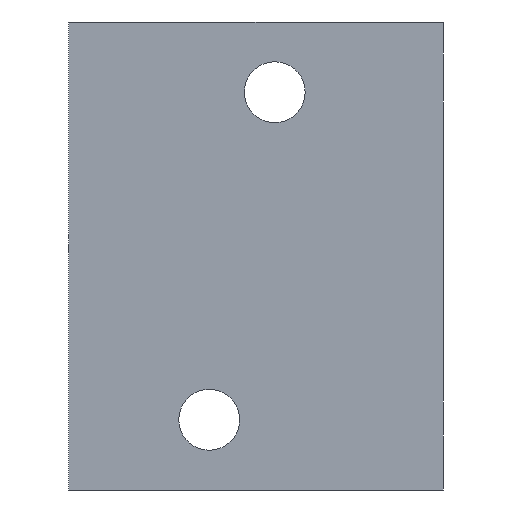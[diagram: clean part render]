
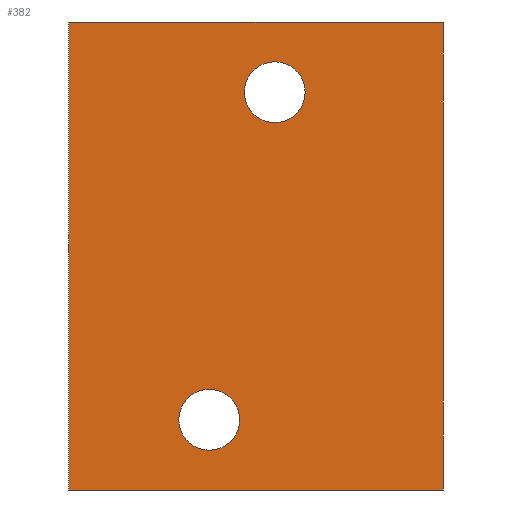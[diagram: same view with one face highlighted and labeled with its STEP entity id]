
A CAD part, left-side view. The second image highlights one B-rep face of the part: STEP entity #382.
In plain terms, the highlighted planar face has unit normal (-1, 0, 0).
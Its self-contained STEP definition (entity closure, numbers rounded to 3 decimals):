
#19=FACE_BOUND('',#91,.T.);
#20=FACE_BOUND('',#92,.T.);
#35=CIRCLE('',#427,3.25);
#38=CIRCLE('',#431,3.25);
#67=FACE_OUTER_BOUND('',#90,.T.);
#90=EDGE_LOOP('',(#341,#342,#343,#344));
#91=EDGE_LOOP('',(#345));
#92=EDGE_LOOP('',(#346));
#112=LINE('',#632,#145);
#120=LINE('',#659,#153);
#124=LINE('',#672,#157);
#126=LINE('',#675,#159);
#145=VECTOR('',#499,10.);
#153=VECTOR('',#527,10.);
#157=VECTOR('',#543,10.);
#159=VECTOR('',#547,10.);
#182=VERTEX_POINT('',#629);
#183=VERTEX_POINT('',#631);
#187=VERTEX_POINT('',#643);
#190=VERTEX_POINT('',#651);
#192=VERTEX_POINT('',#657);
#195=VERTEX_POINT('',#671);
#226=EDGE_CURVE('',#183,#182,#112,.T.);
#233=EDGE_CURVE('',#187,#187,#35,.T.);
#237=EDGE_CURVE('',#190,#190,#38,.T.);
#240=EDGE_CURVE('',#192,#182,#120,.T.);
#246=EDGE_CURVE('',#195,#183,#124,.T.);
#248=EDGE_CURVE('',#195,#192,#126,.T.);
#341=ORIENTED_EDGE('',*,*,#226,.T.);
#342=ORIENTED_EDGE('',*,*,#240,.F.);
#343=ORIENTED_EDGE('',*,*,#248,.F.);
#344=ORIENTED_EDGE('',*,*,#246,.T.);
#345=ORIENTED_EDGE('',*,*,#233,.T.);
#346=ORIENTED_EDGE('',*,*,#237,.T.);
#363=PLANE('',#439);
#382=ADVANCED_FACE('',(#67,#19,#20),#363,.T.);
#427=AXIS2_PLACEMENT_3D('',#645,#512,#513);
#431=AXIS2_PLACEMENT_3D('',#653,#521,#522);
#439=AXIS2_PLACEMENT_3D('',#674,#545,#546);
#499=DIRECTION('',(0.,1.,0.));
#512=DIRECTION('center_axis',(1.,0.,0.));
#513=DIRECTION('ref_axis',(0.,0.,-1.));
#521=DIRECTION('center_axis',(1.,0.,0.));
#522=DIRECTION('ref_axis',(0.,0.,-1.));
#527=DIRECTION('',(0.,0.,1.));
#543=DIRECTION('',(0.,0.,1.));
#545=DIRECTION('center_axis',(-1.,0.,0.));
#546=DIRECTION('ref_axis',(0.,0.,1.));
#547=DIRECTION('',(0.,1.,0.));
#629=CARTESIAN_POINT('',(0.,40.,50.));
#631=CARTESIAN_POINT('',(0.,0.,50.));
#632=CARTESIAN_POINT('',(0.,0.,50.));
#643=CARTESIAN_POINT('',(0.,18.,45.75));
#645=CARTESIAN_POINT('Origin',(0.,18.,42.5));
#651=CARTESIAN_POINT('',(0.,25.,10.75));
#653=CARTESIAN_POINT('Origin',(0.,25.,7.5));
#657=CARTESIAN_POINT('',(0.,40.,0.));
#659=CARTESIAN_POINT('',(0.,40.,0.));
#671=CARTESIAN_POINT('',(0.,0.,0.));
#672=CARTESIAN_POINT('',(0.,0.,0.));
#674=CARTESIAN_POINT('Origin',(0.,0.,0.));
#675=CARTESIAN_POINT('',(0.,0.,0.));
